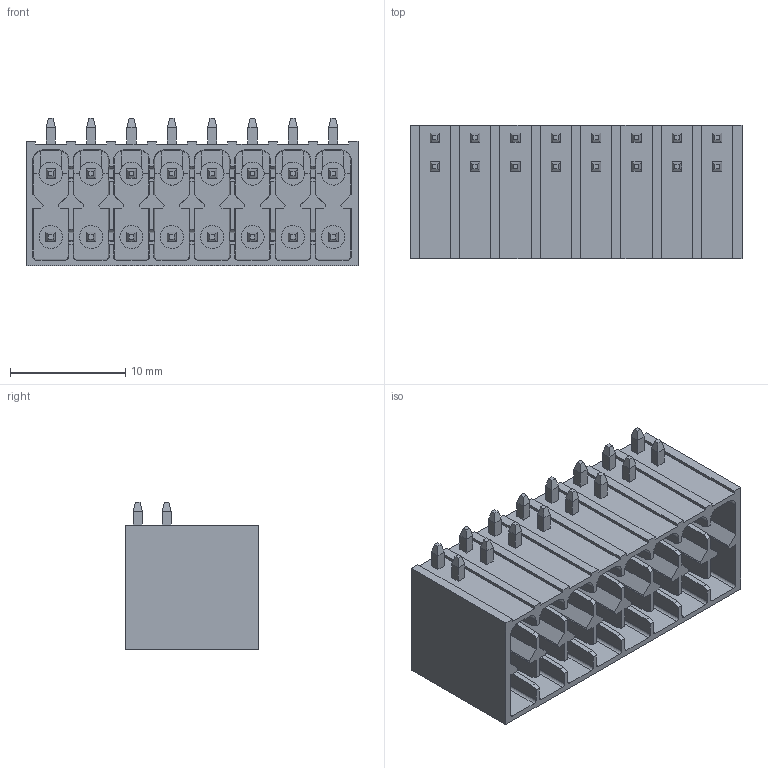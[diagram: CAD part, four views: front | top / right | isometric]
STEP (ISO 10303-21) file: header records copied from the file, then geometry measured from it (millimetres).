
FILE_DESCRIPTION( ('This file contains a STEP AP42 implementation' ,'as created by ZW3D STEP Interface translator.') ,'2;1' );
FILE_NAME( 'WJ15EDGRHC-THR-3.5-2x08P-00A.stp' ,'22 6 2. 82139', (''), ('ZWCAD Software Co.'), 'Version 1.0', 'ZW3D to STEP translator', '' );
FILE_SCHEMA(('AUTOMOTIVE_DESIGN'));
Length unit declared in the file: millimetre
Products named in the file (2): 0; WJ15EDGRHC-THR-3.5-2x04P-00A
Bounding box: 28.8 x 11.6 x 12.8 mm (x, y, z)
Volume: 1976.7 mm3; surface area: 3896.6 mm2
Topology: 4 solids, 11 shells, 1000 faces, 2525 edges, 1588 vertices
Faces by surface type: bspline 1000
Entity records: 28959 total; most frequent: CARTESIAN_POINT 12453, ORIENTED_EDGE 5050, EDGE_CURVE 2525, B_SPLINE_CURVE_WITH_KNOTS 2279, VERTEX_POINT 1588, EDGE_LOOP 1057, FACE_OUTER_BOUND 1000, ADVANCED_FACE 1000
